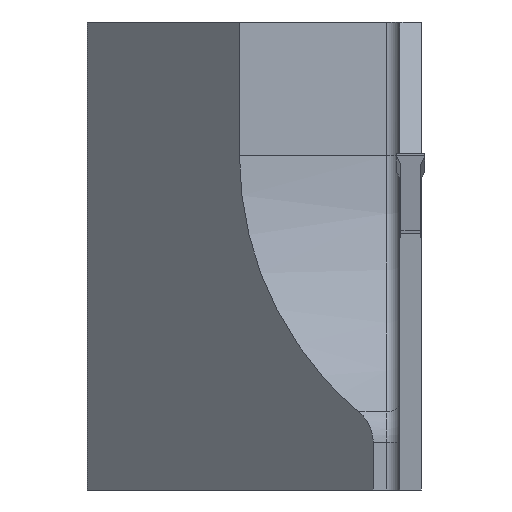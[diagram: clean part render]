
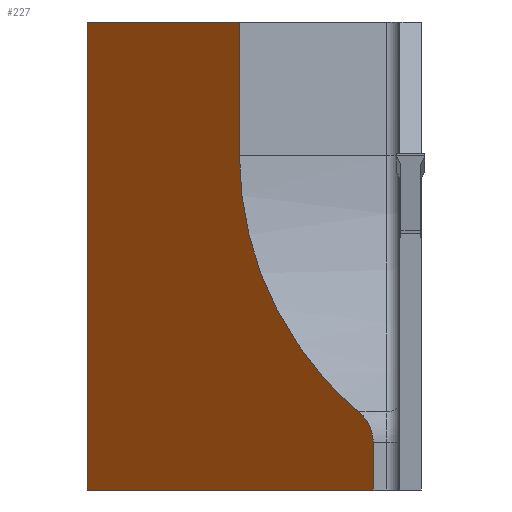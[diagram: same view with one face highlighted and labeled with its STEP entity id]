
A CAD part, left-side view. The second image highlights one B-rep face of the part: STEP entity #227.
In plain terms, the highlighted planar face has unit normal (-0.707, 0.707, 0).
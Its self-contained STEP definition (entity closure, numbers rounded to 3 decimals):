
#31=ELLIPSE('',#1078,35.355,25.);
#35=ELLIPSE('',#1107,4.243,3.);
#227=ADVANCED_FACE('',(#319),#270,.T.);
#270=PLANE('',#1118);
#319=FACE_OUTER_BOUND('',#369,.T.);
#369=EDGE_LOOP('',(#602,#603,#604,#605,#606,#607,#608));
#602=ORIENTED_EDGE('',*,*,#769,.F.);
#603=ORIENTED_EDGE('',*,*,#765,.F.);
#604=ORIENTED_EDGE('',*,*,#821,.F.);
#605=ORIENTED_EDGE('',*,*,#800,.F.);
#606=ORIENTED_EDGE('',*,*,#795,.F.);
#607=ORIENTED_EDGE('',*,*,#828,.F.);
#608=ORIENTED_EDGE('',*,*,#825,.F.);
#669=VERTEX_POINT('',#1486);
#670=VERTEX_POINT('',#1487);
#673=VERTEX_POINT('',#1495);
#693=VERTEX_POINT('',#1545);
#695=VERTEX_POINT('',#1548);
#697=VERTEX_POINT('',#1556);
#708=VERTEX_POINT('',#1605);
#765=EDGE_CURVE('',#669,#670,#889,.T.);
#769=EDGE_CURVE('',#670,#673,#31,.T.);
#795=EDGE_CURVE('',#693,#695,#914,.T.);
#800=EDGE_CURVE('',#695,#697,#918,.T.);
#821=EDGE_CURVE('',#697,#669,#936,.T.);
#825=EDGE_CURVE('',#673,#708,#35,.T.);
#828=EDGE_CURVE('',#708,#693,#940,.T.);
#889=LINE('',#1485,#998);
#914=LINE('',#1547,#1023);
#918=LINE('',#1555,#1027);
#936=LINE('',#1597,#1045);
#940=LINE('',#1610,#1049);
#998=VECTOR('',#1220,1.);
#1023=VECTOR('',#1267,1.);
#1027=VECTOR('',#1275,1.);
#1045=VECTOR('',#1319,1.);
#1049=VECTOR('',#1337,1.);
#1078=AXIS2_PLACEMENT_3D('',#1494,#1226,#1227);
#1107=AXIS2_PLACEMENT_3D('',#1604,#1330,#1331);
#1118=AXIS2_PLACEMENT_3D('',#1620,#1355,#1356);
#1220=DIRECTION('',(0.,0.,-1.));
#1226=DIRECTION('',(-0.707,0.707,0.));
#1227=DIRECTION('',(-0.707,-0.707,0.));
#1267=DIRECTION('',(0.707,0.707,0.));
#1275=DIRECTION('',(0.,0.,1.));
#1319=DIRECTION('',(-0.707,-0.707,0.));
#1330=DIRECTION('',(0.707,-0.707,0.));
#1331=DIRECTION('',(-0.707,-0.707,0.));
#1337=DIRECTION('',(0.,0.,-1.));
#1355=DIRECTION('',(-0.707,0.707,0.));
#1356=DIRECTION('',(-0.707,-0.707,0.));
#1485=CARTESIAN_POINT('',(16.,13.6,-336.5));
#1486=CARTESIAN_POINT('',(16.,13.6,10.));
#1487=CARTESIAN_POINT('',(16.,13.6,0.));
#1494=CARTESIAN_POINT('',(-9.,-11.4,0.));
#1495=CARTESIAN_POINT('',(7.071,4.671,-19.15));
#1545=CARTESIAN_POINT('',(6.,3.6,-25.));
#1547=CARTESIAN_POINT('',(27.4,25.,-25.));
#1548=CARTESIAN_POINT('',(27.4,25.,-25.));
#1555=CARTESIAN_POINT('',(27.4,25.,-336.5));
#1556=CARTESIAN_POINT('',(27.4,25.,10.));
#1597=CARTESIAN_POINT('',(27.4,25.,10.));
#1604=CARTESIAN_POINT('',(9.,6.6,-21.448));
#1605=CARTESIAN_POINT('',(6.,3.6,-21.448));
#1610=CARTESIAN_POINT('',(6.,3.6,-336.5));
#1620=CARTESIAN_POINT('',(27.4,25.,-336.5));
